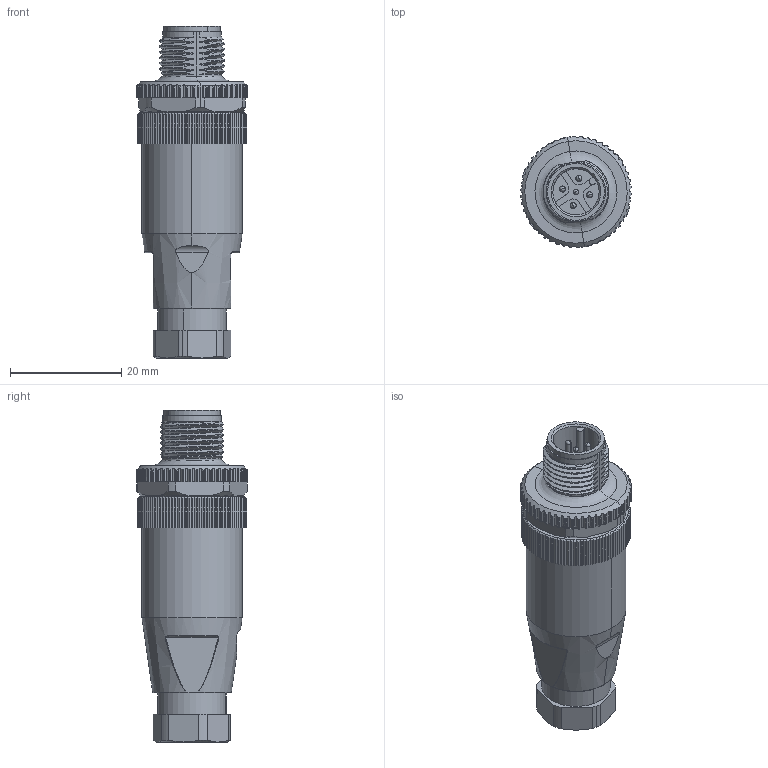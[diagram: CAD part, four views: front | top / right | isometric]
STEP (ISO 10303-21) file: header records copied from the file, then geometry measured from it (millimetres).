
FILE_DESCRIPTION((''),'2;1');
FILE_NAME('234949_ASM','2023-06-06T09:04:06',('banengservice'),('BANNER ENGINEERING'),'CREO PARAMETRIC BY PTC INC, 2022414','CREO PARAMETRIC BY PTC INC, 2022414','');
FILE_SCHEMA(('CONFIG_CONTROL_DESIGN'));
Length unit declared in the file: millimetre
Products named in the file (2): 234949_EP01; 234949_ASM
Assembly tree (1 placements, depth 2):
  234949_ASM
    234949_EP01
Bounding box: 19.99 x 19.88 x 59.6 mm (x, y, z)
Volume: 11588.6 mm3; surface area: 4401.4 mm2
Topology: 1 solids, 1 shells, 831 faces, 2409 edges, 1578 vertices
Faces by surface type: plane 373, cylinder 367, bspline 40, cone 33, sphere 10, torus 8
Entity records: 31603 total; most frequent: CARTESIAN_POINT 10550, ORIENTED_EDGE 4778, DIRECTION 3958, EDGE_CURVE 2389, VERTEX_POINT 1578, AXIS2_PLACEMENT_3D 1420, VECTOR 1118, LINE 1118
